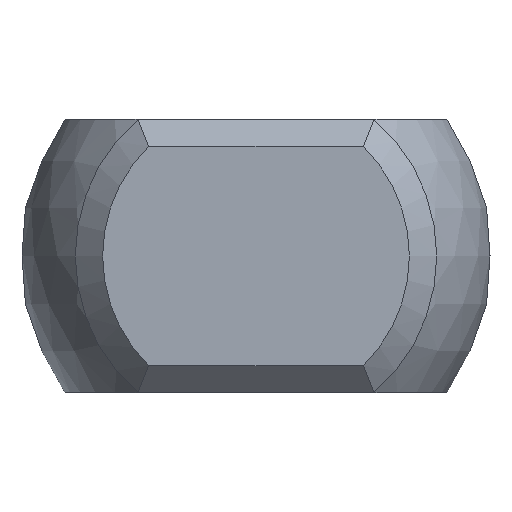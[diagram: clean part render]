
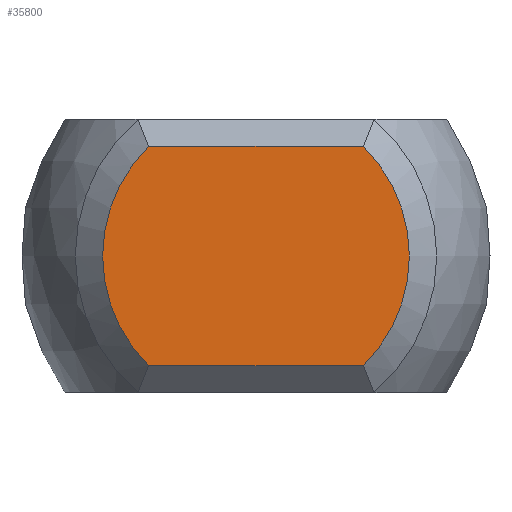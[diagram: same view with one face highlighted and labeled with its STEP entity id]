
A CAD part, left-side view. The second image highlights one B-rep face of the part: STEP entity #35800.
In plain terms, the highlighted planar face has unit normal (-1, 0, 0).
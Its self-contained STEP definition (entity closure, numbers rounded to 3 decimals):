
#34407 = PLANE('',#34408);
#34408 = AXIS2_PLACEMENT_3D('',#34409,#34410,#34411);
#34409 = CARTESIAN_POINT('',(-12.25,3.125,2.25));
#34410 = DIRECTION('',(-0.707,0.,0.707));
#34411 = DIRECTION('',(0.707,0.,0.707));
#35433 = EDGE_CURVE('',#35434,#35436,#35438,.T.);
#35434 = VERTEX_POINT('',#35435);
#35435 = CARTESIAN_POINT('',(-12.5,-1.96,-2.));
#35436 = VERTEX_POINT('',#35437);
#35437 = CARTESIAN_POINT('',(-12.5,1.96,-2.));
#35438 = SURFACE_CURVE('',#35439,(#35443,#35455),.PCURVE_S1.);
#35439 = LINE('',#35440,#35441);
#35440 = CARTESIAN_POINT('',(-12.5,-3.125,-2.));
#35441 = VECTOR('',#35442,1.);
#35442 = DIRECTION('',(0.,1.,0.));
#35443 = PCURVE('',#35444,#35449);
#35444 = PLANE('',#35445);
#35445 = AXIS2_PLACEMENT_3D('',#35446,#35447,#35448);
#35446 = CARTESIAN_POINT('',(-12.25,-3.125,-2.25));
#35447 = DIRECTION('',(-0.707,0.,
    -0.707));
#35448 = DIRECTION('',(-0.707,0.,0.707));
#35449 = DEFINITIONAL_REPRESENTATION('',(#35450),#35454);
#35450 = LINE('',#35451,#35452);
#35451 = CARTESIAN_POINT('',(0.354,0.));
#35452 = VECTOR('',#35453,1.);
#35453 = DIRECTION('',(0.,1.));
#35454 = ( GEOMETRIC_REPRESENTATION_CONTEXT(2) 
PARAMETRIC_REPRESENTATION_CONTEXT() REPRESENTATION_CONTEXT('2D SPACE',''
  ) );
#35455 = PCURVE('',#35456,#35461);
#35456 = PLANE('',#35457);
#35457 = AXIS2_PLACEMENT_3D('',#35458,#35459,#35460);
#35458 = CARTESIAN_POINT('',(-12.5,0.,0.));
#35459 = DIRECTION('',(1.,0.,0.));
#35460 = DIRECTION('',(0.,0.,-1.));
#35461 = DEFINITIONAL_REPRESENTATION('',(#35462),#35466);
#35462 = LINE('',#35463,#35464);
#35463 = CARTESIAN_POINT('',(2.,-3.125));
#35464 = VECTOR('',#35465,1.);
#35465 = DIRECTION('',(0.,1.));
#35466 = ( GEOMETRIC_REPRESENTATION_CONTEXT(2) 
PARAMETRIC_REPRESENTATION_CONTEXT() REPRESENTATION_CONTEXT('2D SPACE',''
  ) );
#35486 = CONICAL_SURFACE('',#35487,3.05,0.785);
#35487 = AXIS2_PLACEMENT_3D('',#35488,#35489,#35490);
#35488 = CARTESIAN_POINT('',(-12.25,0.,0.));
#35489 = DIRECTION('',(1.,0.,0.));
#35490 = DIRECTION('',(-0.,1.,0.));
#35536 = CONICAL_SURFACE('',#35537,3.05,0.785);
#35537 = AXIS2_PLACEMENT_3D('',#35538,#35539,#35540);
#35538 = CARTESIAN_POINT('',(-12.25,0.,0.));
#35539 = DIRECTION('',(1.,0.,0.));
#35540 = DIRECTION('',(0.,-1.,0.));
#35550 = EDGE_CURVE('',#35551,#35553,#35555,.T.);
#35551 = VERTEX_POINT('',#35552);
#35552 = CARTESIAN_POINT('',(-12.5,1.96,2.));
#35553 = VERTEX_POINT('',#35554);
#35554 = CARTESIAN_POINT('',(-12.5,-1.96,2.));
#35555 = SURFACE_CURVE('',#35556,(#35560,#35567),.PCURVE_S1.);
#35556 = LINE('',#35557,#35558);
#35557 = CARTESIAN_POINT('',(-12.5,3.125,2.));
#35558 = VECTOR('',#35559,1.);
#35559 = DIRECTION('',(0.,-1.,0.));
#35560 = PCURVE('',#34407,#35561);
#35561 = DEFINITIONAL_REPRESENTATION('',(#35562),#35566);
#35562 = LINE('',#35563,#35564);
#35563 = CARTESIAN_POINT('',(-0.354,0.));
#35564 = VECTOR('',#35565,1.);
#35565 = DIRECTION('',(0.,-1.));
#35566 = ( GEOMETRIC_REPRESENTATION_CONTEXT(2) 
PARAMETRIC_REPRESENTATION_CONTEXT() REPRESENTATION_CONTEXT('2D SPACE',''
  ) );
#35567 = PCURVE('',#35456,#35568);
#35568 = DEFINITIONAL_REPRESENTATION('',(#35569),#35573);
#35569 = LINE('',#35570,#35571);
#35570 = CARTESIAN_POINT('',(-2.,3.125));
#35571 = VECTOR('',#35572,1.);
#35572 = DIRECTION('',(0.,-1.));
#35573 = ( GEOMETRIC_REPRESENTATION_CONTEXT(2) 
PARAMETRIC_REPRESENTATION_CONTEXT() REPRESENTATION_CONTEXT('2D SPACE',''
  ) );
#35646 = EDGE_CURVE('',#35553,#35434,#35647,.T.);
#35647 = SURFACE_CURVE('',#35648,(#35653,#35660),.PCURVE_S1.);
#35648 = CIRCLE('',#35649,2.8);
#35649 = AXIS2_PLACEMENT_3D('',#35650,#35651,#35652);
#35650 = CARTESIAN_POINT('',(-12.5,0.,0.));
#35651 = DIRECTION('',(1.,0.,0.));
#35652 = DIRECTION('',(0.,-1.,0.));
#35653 = PCURVE('',#35536,#35654);
#35654 = DEFINITIONAL_REPRESENTATION('',(#35655),#35659);
#35655 = LINE('',#35656,#35657);
#35656 = CARTESIAN_POINT('',(-6.283,-0.25));
#35657 = VECTOR('',#35658,1.);
#35658 = DIRECTION('',(1.,0.));
#35659 = ( GEOMETRIC_REPRESENTATION_CONTEXT(2) 
PARAMETRIC_REPRESENTATION_CONTEXT() REPRESENTATION_CONTEXT('2D SPACE',''
  ) );
#35660 = PCURVE('',#35456,#35661);
#35661 = DEFINITIONAL_REPRESENTATION('',(#35662),#35666);
#35662 = CIRCLE('',#35663,2.8);
#35663 = AXIS2_PLACEMENT_2D('',#35664,#35665);
#35664 = CARTESIAN_POINT('',(0.,0.));
#35665 = DIRECTION('',(0.,-1.));
#35666 = ( GEOMETRIC_REPRESENTATION_CONTEXT(2) 
PARAMETRIC_REPRESENTATION_CONTEXT() REPRESENTATION_CONTEXT('2D SPACE',''
  ) );
#35672 = EDGE_CURVE('',#35436,#35551,#35673,.T.);
#35673 = SURFACE_CURVE('',#35674,(#35679,#35686),.PCURVE_S1.);
#35674 = CIRCLE('',#35675,2.8);
#35675 = AXIS2_PLACEMENT_3D('',#35676,#35677,#35678);
#35676 = CARTESIAN_POINT('',(-12.5,0.,0.));
#35677 = DIRECTION('',(1.,0.,0.));
#35678 = DIRECTION('',(-0.,1.,0.));
#35679 = PCURVE('',#35486,#35680);
#35680 = DEFINITIONAL_REPRESENTATION('',(#35681),#35685);
#35681 = LINE('',#35682,#35683);
#35682 = CARTESIAN_POINT('',(0.,-0.25));
#35683 = VECTOR('',#35684,1.);
#35684 = DIRECTION('',(1.,0.));
#35685 = ( GEOMETRIC_REPRESENTATION_CONTEXT(2) 
PARAMETRIC_REPRESENTATION_CONTEXT() REPRESENTATION_CONTEXT('2D SPACE',''
  ) );
#35686 = PCURVE('',#35456,#35687);
#35687 = DEFINITIONAL_REPRESENTATION('',(#35688),#35692);
#35688 = CIRCLE('',#35689,2.8);
#35689 = AXIS2_PLACEMENT_2D('',#35690,#35691);
#35690 = CARTESIAN_POINT('',(0.,0.));
#35691 = DIRECTION('',(0.,1.));
#35692 = ( GEOMETRIC_REPRESENTATION_CONTEXT(2) 
PARAMETRIC_REPRESENTATION_CONTEXT() REPRESENTATION_CONTEXT('2D SPACE',''
  ) );
#35800 = ADVANCED_FACE('',(#35801),#35456,.F.);
#35801 = FACE_BOUND('',#35802,.T.);
#35802 = EDGE_LOOP('',(#35803,#35804,#35805,#35806));
#35803 = ORIENTED_EDGE('',*,*,#35550,.F.);
#35804 = ORIENTED_EDGE('',*,*,#35672,.F.);
#35805 = ORIENTED_EDGE('',*,*,#35433,.F.);
#35806 = ORIENTED_EDGE('',*,*,#35646,.F.);
